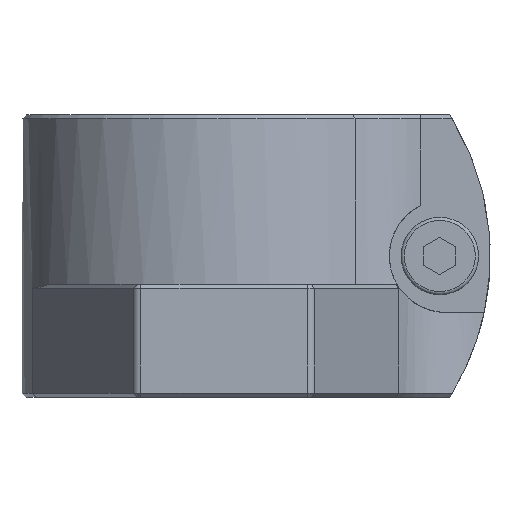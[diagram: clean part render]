
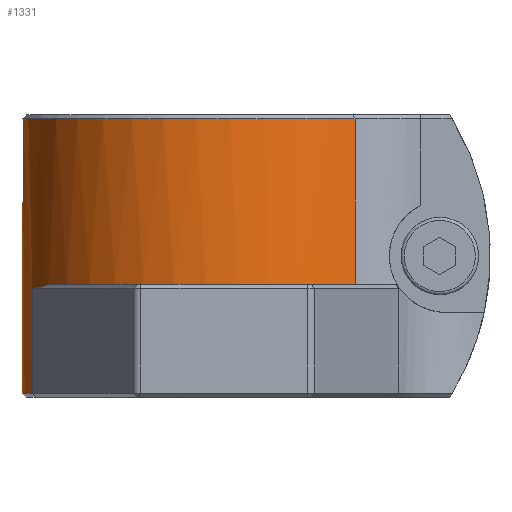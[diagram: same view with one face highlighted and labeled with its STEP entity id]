
A CAD part, left-side view. The second image highlights one B-rep face of the part: STEP entity #1331.
In plain terms, the highlighted cylindrical face has radius 25 mm (diameter 50 mm), a partial arc.
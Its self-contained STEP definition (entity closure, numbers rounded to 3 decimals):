
#20=ELLIPSE('',#1499,35.355,25.);
#21=ELLIPSE('',#1501,35.355,25.);
#80=CYLINDRICAL_SURFACE('',#1497,25.);
#119=LINE('',#2082,#226);
#162=LINE('',#2302,#269);
#164=LINE('',#2308,#271);
#165=LINE('',#2311,#272);
#226=VECTOR('',#1663,1000.);
#269=VECTOR('',#1824,1000.);
#271=VECTOR('',#1830,1000.);
#272=VECTOR('',#1833,1000.);
#509=ORIENTED_EDGE('',*,*,#823,.T.);
#510=ORIENTED_EDGE('',*,*,#825,.T.);
#511=ORIENTED_EDGE('',*,*,#826,.F.);
#512=ORIENTED_EDGE('',*,*,#827,.F.);
#513=ORIENTED_EDGE('',*,*,#781,.F.);
#514=ORIENTED_EDGE('',*,*,#828,.F.);
#515=ORIENTED_EDGE('',*,*,#829,.T.);
#516=ORIENTED_EDGE('',*,*,#731,.T.);
#517=ORIENTED_EDGE('',*,*,#728,.F.);
#518=ORIENTED_EDGE('',*,*,#830,.F.);
#728=EDGE_CURVE('',#908,#909,#1005,.F.);
#731=EDGE_CURVE('',#911,#909,#119,.T.);
#781=EDGE_CURVE('',#949,#950,#1026,.F.);
#823=EDGE_CURVE('',#979,#978,#162,.T.);
#825=EDGE_CURVE('',#978,#980,#1043,.T.);
#826=EDGE_CURVE('',#981,#980,#164,.T.);
#827=EDGE_CURVE('',#950,#981,#20,.F.);
#828=EDGE_CURVE('',#982,#949,#165,.T.);
#829=EDGE_CURVE('',#982,#911,#1044,.F.);
#830=EDGE_CURVE('',#979,#908,#21,.F.);
#908=VERTEX_POINT('',#2075);
#909=VERTEX_POINT('',#2077);
#911=VERTEX_POINT('',#2083);
#949=VERTEX_POINT('',#2211);
#950=VERTEX_POINT('',#2213);
#978=VERTEX_POINT('',#2301);
#979=VERTEX_POINT('',#2303);
#980=VERTEX_POINT('',#2307);
#981=VERTEX_POINT('',#2309);
#982=VERTEX_POINT('',#2312);
#1005=CIRCLE('',#1435,25.);
#1026=CIRCLE('',#1468,25.);
#1043=CIRCLE('',#1498,25.);
#1044=CIRCLE('',#1500,25.);
#1106=EDGE_LOOP('',(#509,#510,#511,#512,#513,#514,#515,#516,#517,#518));
#1205=FACE_BOUND('',#1106,.T.);
#1331=ADVANCED_FACE('',(#1205),#80,.T.);
#1435=AXIS2_PLACEMENT_3D('',#2076,#1656,#1657);
#1468=AXIS2_PLACEMENT_3D('',#2212,#1743,#1744);
#1497=AXIS2_PLACEMENT_3D('',#2305,#1826,#1827);
#1498=AXIS2_PLACEMENT_3D('',#2306,#1828,#1829);
#1499=AXIS2_PLACEMENT_3D('',#2310,#1831,#1832);
#1500=AXIS2_PLACEMENT_3D('',#2313,#1834,#1835);
#1501=AXIS2_PLACEMENT_3D('',#2314,#1836,#1837);
#1656=DIRECTION('',(0.,0.,1.));
#1657=DIRECTION('',(1.,0.,0.));
#1663=DIRECTION('',(0.,0.,-1.));
#1743=DIRECTION('',(0.,0.,1.));
#1744=DIRECTION('',(1.,0.,0.));
#1824=DIRECTION('',(0.,0.,-1.));
#1826=DIRECTION('',(0.,0.,-1.));
#1827=DIRECTION('',(-1.,0.,0.));
#1828=DIRECTION('',(0.,0.,1.));
#1829=DIRECTION('',(1.,0.,0.));
#1830=DIRECTION('',(0.,0.,-1.));
#1831=DIRECTION('',(-0.224,0.671,0.707));
#1832=DIRECTION('',(-0.224,0.671,-0.707));
#1833=DIRECTION('',(0.,0.,-1.));
#1834=DIRECTION('',(0.,0.,1.));
#1835=DIRECTION('',(1.,0.,0.));
#1836=DIRECTION('',(0.224,0.671,0.707));
#1837=DIRECTION('',(0.224,0.671,-0.707));
#2075=CARTESIAN_POINT('',(12.477,21.664,14.));
#2076=CARTESIAN_POINT('',(0.,0.,14.));
#2077=CARTESIAN_POINT('',(19.,-16.248,14.));
#2082=CARTESIAN_POINT('',(19.,-16.248,35.));
#2083=CARTESIAN_POINT('',(19.,-16.248,34.5));
#2211=CARTESIAN_POINT('',(-19.,-16.248,14.));
#2212=CARTESIAN_POINT('',(0.,0.,14.));
#2213=CARTESIAN_POINT('',(-12.477,21.664,14.));
#2301=CARTESIAN_POINT('',(7.916,23.714,0.5));
#2302=CARTESIAN_POINT('',(7.916,23.714,14.));
#2303=CARTESIAN_POINT('',(7.916,23.714,13.5));
#2305=CARTESIAN_POINT('',(0.,0.,14.));
#2306=CARTESIAN_POINT('',(0.,0.,0.5));
#2307=CARTESIAN_POINT('',(-7.916,23.714,0.5));
#2308=CARTESIAN_POINT('',(-7.916,23.714,14.));
#2309=CARTESIAN_POINT('',(-7.916,23.714,13.5));
#2310=CARTESIAN_POINT('',(0.,0.,38.5));
#2311=CARTESIAN_POINT('',(-19.,-16.248,35.));
#2312=CARTESIAN_POINT('',(-19.,-16.248,34.5));
#2313=CARTESIAN_POINT('',(0.,0.,34.5));
#2314=CARTESIAN_POINT('',(0.,0.,38.5));
